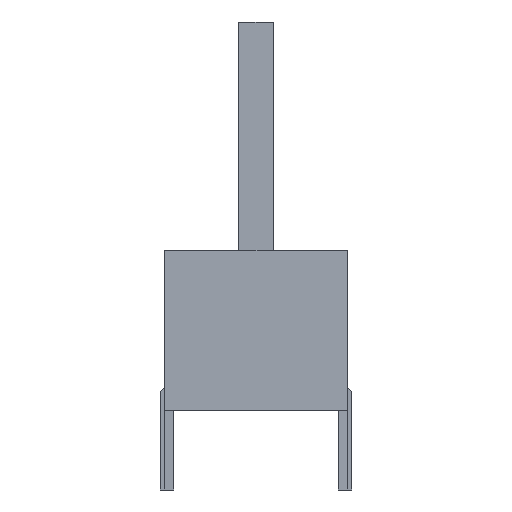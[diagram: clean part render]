
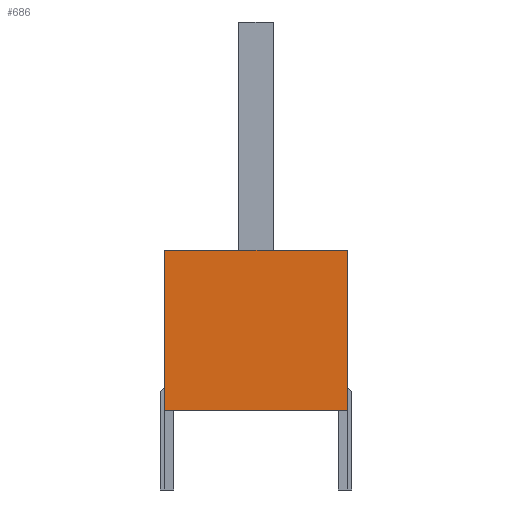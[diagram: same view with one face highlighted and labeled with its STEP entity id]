
A CAD part, left-side view. The second image highlights one B-rep face of the part: STEP entity #686.
In plain terms, the highlighted planar face has unit normal (-1, 0, 0).
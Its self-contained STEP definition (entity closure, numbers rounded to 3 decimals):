
#183 = VERTEX_POINT('',#184);
#184 = CARTESIAN_POINT('',(-37.5,4.,0.));
#192 = EDGE_CURVE('',#193,#183,#195,.T.);
#193 = VERTEX_POINT('',#194);
#194 = CARTESIAN_POINT('',(-37.5,-4.,0.));
#195 = LINE('',#196,#197);
#196 = CARTESIAN_POINT('',(-37.5,-4.,0.));
#197 = VECTOR('',#198,1.);
#198 = DIRECTION('',(0.,1.,0.));
#626 = VERTEX_POINT('',#627);
#627 = CARTESIAN_POINT('',(-37.5,4.,7.));
#633 = EDGE_CURVE('',#634,#626,#636,.T.);
#634 = VERTEX_POINT('',#635);
#635 = CARTESIAN_POINT('',(-37.5,-4.,7.));
#636 = LINE('',#637,#638);
#637 = CARTESIAN_POINT('',(-37.5,-4.,7.));
#638 = VECTOR('',#639,1.);
#639 = DIRECTION('',(0.,1.,0.));
#686 = ADVANCED_FACE('',(#687),#703,.T.);
#687 = FACE_BOUND('',#688,.T.);
#688 = EDGE_LOOP('',(#689,#695,#696,#702));
#689 = ORIENTED_EDGE('',*,*,#690,.T.);
#690 = EDGE_CURVE('',#193,#634,#691,.T.);
#691 = LINE('',#692,#693);
#692 = CARTESIAN_POINT('',(-37.5,-4.,0.));
#693 = VECTOR('',#694,1.);
#694 = DIRECTION('',(0.,0.,1.));
#695 = ORIENTED_EDGE('',*,*,#633,.T.);
#696 = ORIENTED_EDGE('',*,*,#697,.F.);
#697 = EDGE_CURVE('',#183,#626,#698,.T.);
#698 = LINE('',#699,#700);
#699 = CARTESIAN_POINT('',(-37.5,4.,0.));
#700 = VECTOR('',#701,1.);
#701 = DIRECTION('',(0.,0.,1.));
#702 = ORIENTED_EDGE('',*,*,#192,.F.);
#703 = PLANE('',#704);
#704 = AXIS2_PLACEMENT_3D('',#705,#706,#707);
#705 = CARTESIAN_POINT('',(-37.5,-4.,0.));
#706 = DIRECTION('',(-1.,0.,0.));
#707 = DIRECTION('',(0.,1.,0.));
